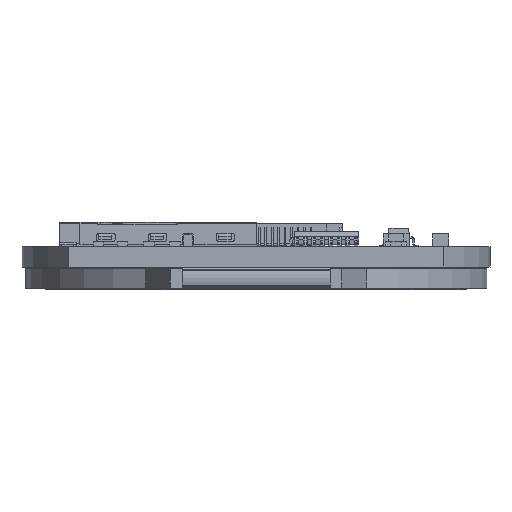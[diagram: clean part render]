
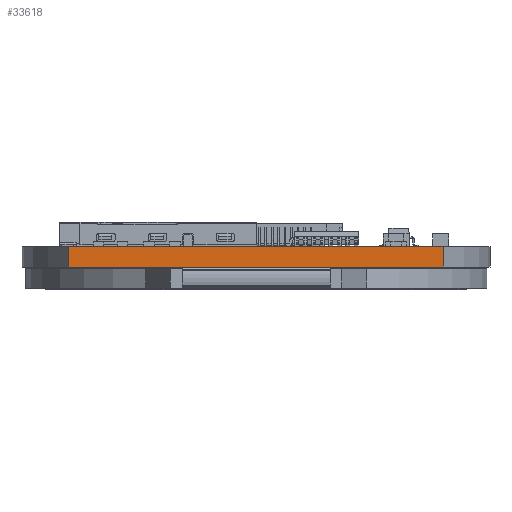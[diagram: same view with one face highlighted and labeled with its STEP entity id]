
A CAD part, front view. The second image highlights one B-rep face of the part: STEP entity #33618.
In plain terms, the highlighted planar face has unit normal (0, -1, 0).
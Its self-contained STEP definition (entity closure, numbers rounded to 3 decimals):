
#339=PLANE('',#35579);
#1669=FACE_OUTER_BOUND('',#3391,.T.);
#3391=EDGE_LOOP('',(#22664,#22665,#22666,#22667));
#5304=LINE('',#47801,#9342);
#5305=LINE('',#47804,#9343);
#5306=LINE('',#47806,#9344);
#5307=LINE('',#47807,#9345);
#9342=VECTOR('',#38499,10.);
#9343=VECTOR('',#38502,10.);
#9344=VECTOR('',#38503,10.);
#9345=VECTOR('',#38504,10.);
#14317=VERTEX_POINT('',#47797);
#14318=VERTEX_POINT('',#47799);
#14319=VERTEX_POINT('',#47803);
#14320=VERTEX_POINT('',#47805);
#17650=EDGE_CURVE('',#14317,#14318,#5304,.T.);
#17651=EDGE_CURVE('',#14319,#14317,#5305,.T.);
#17652=EDGE_CURVE('',#14320,#14318,#5306,.T.);
#17653=EDGE_CURVE('',#14319,#14320,#5307,.T.);
#22664=ORIENTED_EDGE('',*,*,#17651,.T.);
#22665=ORIENTED_EDGE('',*,*,#17650,.T.);
#22666=ORIENTED_EDGE('',*,*,#17652,.F.);
#22667=ORIENTED_EDGE('',*,*,#17653,.F.);
#33618=ADVANCED_FACE('',(#1669),#339,.T.);
#35579=AXIS2_PLACEMENT_3D('',#47802,#38500,#38501);
#38499=DIRECTION('',(0.,0.,1.));
#38500=DIRECTION('center_axis',(0.,-1.,0.));
#38501=DIRECTION('ref_axis',(1.,0.,0.));
#38502=DIRECTION('',(1.,0.,0.));
#38503=DIRECTION('',(1.,0.,0.));
#38504=DIRECTION('',(0.,0.,1.));
#47797=CARTESIAN_POINT('',(14.414,-24.13,0.));
#47799=CARTESIAN_POINT('',(14.414,-24.13,1.57));
#47801=CARTESIAN_POINT('',(14.414,-24.13,0.));
#47802=CARTESIAN_POINT('Origin',(-14.414,-24.13,0.));
#47803=CARTESIAN_POINT('',(-14.414,-24.13,0.));
#47804=CARTESIAN_POINT('',(-14.414,-24.13,0.));
#47805=CARTESIAN_POINT('',(-14.414,-24.13,1.57));
#47806=CARTESIAN_POINT('',(-14.414,-24.13,1.57));
#47807=CARTESIAN_POINT('',(-14.414,-24.13,0.));
